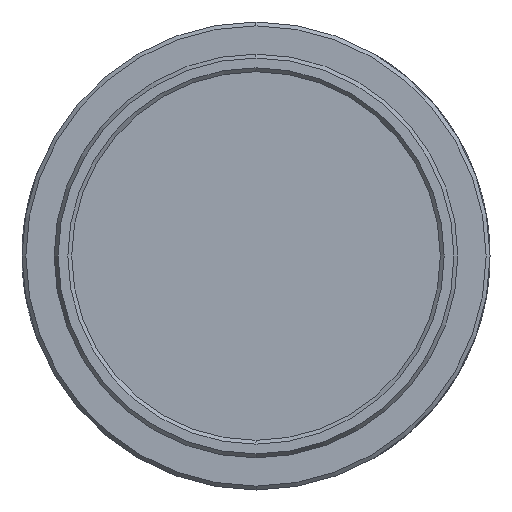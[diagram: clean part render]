
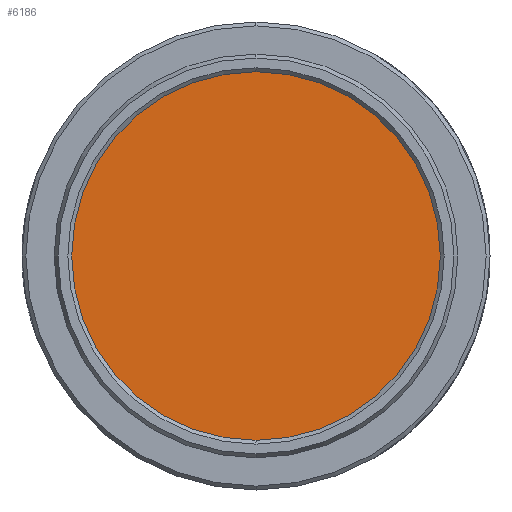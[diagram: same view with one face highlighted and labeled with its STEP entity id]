
A CAD part, left-side view. The second image highlights one B-rep face of the part: STEP entity #6186.
In plain terms, the highlighted planar face has unit normal (-1, 0, 0).
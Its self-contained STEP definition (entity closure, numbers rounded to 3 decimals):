
#448 = CIRCLE ( 'NONE', #15785, 12.7 ) ;
#953 = EDGE_CURVE ( 'NONE', #10610, #4861, #6950, .T. ) ;
#3107 = CARTESIAN_POINT ( 'NONE',  ( -2.667, 0., 0. ) ) ;
#3539 = AXIS2_PLACEMENT_3D ( 'NONE', #3107, #5382, #4338 ) ;
#3570 = AXIS2_PLACEMENT_3D ( 'NONE', #14345, #5751, #9105 ) ;
#3697 = ORIENTED_EDGE ( 'NONE', *, *, #953, .F. ) ;
#3750 = EDGE_LOOP ( 'NONE', ( #11368, #3697 ) ) ;
#4338 = DIRECTION ( 'NONE',  ( 0., 0.257, 0.966 ) ) ;
#4861 = VERTEX_POINT ( 'NONE', #9885 ) ;
#5382 = DIRECTION ( 'NONE',  ( 1., 0., 0. ) ) ;
#5473 = FACE_OUTER_BOUND ( 'NONE', #3750, .T. ) ;
#5751 = DIRECTION ( 'NONE',  ( 1., 0., 0. ) ) ;
#6186 = ADVANCED_FACE ( 'NONE', ( #5473 ), #13070, .F. ) ;
#6682 = DIRECTION ( 'NONE',  ( 0., 0.257, 0.966 ) ) ;
#6950 = CIRCLE ( 'NONE', #3539, 12.7 ) ;
#8409 = EDGE_CURVE ( 'NONE', #4861, #10610, #448, .T. ) ;
#9105 = DIRECTION ( 'NONE',  ( 0., 0.257, 0.966 ) ) ;
#9885 = CARTESIAN_POINT ( 'NONE',  ( -2.667, 3.266, 12.273 ) ) ;
#10610 = VERTEX_POINT ( 'NONE', #14514 ) ;
#11348 = CARTESIAN_POINT ( 'NONE',  ( -2.667, 0., 0. ) ) ;
#11368 = ORIENTED_EDGE ( 'NONE', *, *, #8409, .F. ) ;
#13070 = PLANE ( 'NONE',  #3570 ) ;
#14345 = CARTESIAN_POINT ( 'NONE',  ( -2.667, 0., 0. ) ) ;
#14514 = CARTESIAN_POINT ( 'NONE',  ( -2.667, -3.266, -12.273 ) ) ;
#15130 = DIRECTION ( 'NONE',  ( 1., 0., 0. ) ) ;
#15785 = AXIS2_PLACEMENT_3D ( 'NONE', #11348, #15130, #6682 ) ;
